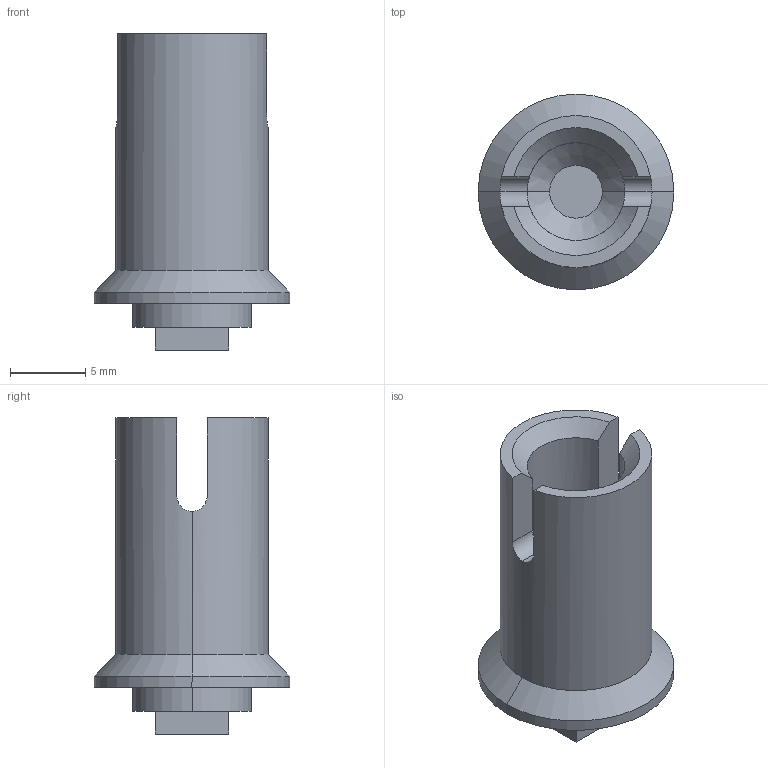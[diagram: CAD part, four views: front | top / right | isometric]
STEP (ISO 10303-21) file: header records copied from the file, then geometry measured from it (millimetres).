
FILE_DESCRIPTION(('STEP AP214'),'1');
FILE_NAME('Axle Shaft.stp','2013-09-17T19:26:28',(' '),(' '),'Spatial InterOp 3D',' ',' ');
FILE_SCHEMA(('automotive_design'));
Length unit declared in the file: millimetre
Products named in the file (1): Axle Shaft
Bounding box: 13 x 13 x 21 mm (x, y, z)
Volume: 1240.5 mm3; surface area: 1123.7 mm2
Topology: 1 solids, 1 shells, 35 faces, 80 edges, 50 vertices
Faces by surface type: plane 15, cylinder 14, cone 6
Entity records: 1390 total; most frequent: CARTESIAN_POINT 306, DIRECTION 164, ORIENTED_EDGE 160, EDGE_CURVE 80, AXIS2_PLACEMENT_3D 60, VERTEX_POINT 50, LINE 44, VECTOR 44
